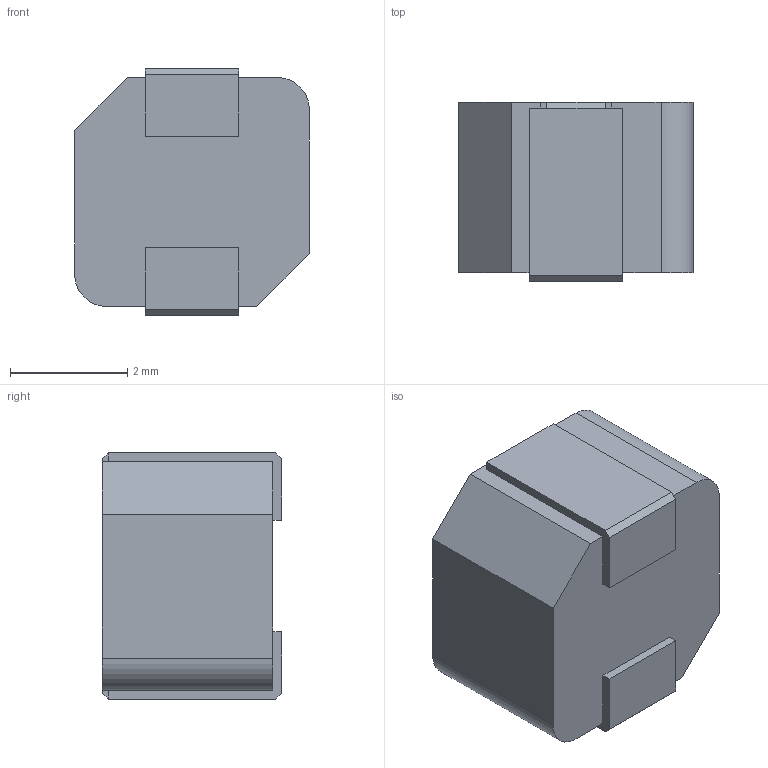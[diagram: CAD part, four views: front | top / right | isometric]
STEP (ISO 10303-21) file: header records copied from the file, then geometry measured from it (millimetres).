
FILE_DESCRIPTION (( 'STEP AP203' ), '1' );
FILE_NAME ('CAD_SPM4030.STEP', '2018-10-10T01:03:20', ( '' ), ( '' ), 'SwSTEP 2.0', 'SolidWorks 2018', '' );
FILE_SCHEMA (( 'CONFIG_CONTROL_DESIGN' ));
Length unit declared in the file: millimetre
Products named in the file (1): CAD_SPM4030
Bounding box: 4 x 3.05 x 4.2 mm (x, y, z)
Volume: 43.6 mm3; surface area: 83.1 mm2
Topology: 1 solids, 1 shells, 50 faces, 136 edges, 88 vertices
Faces by surface type: plane 48, cylinder 2
Entity records: 1617 total; most frequent: CARTESIAN_POINT 275, ORIENTED_EDGE 272, DIRECTION 242, EDGE_CURVE 136, VECTOR 132, LINE 132, VERTEX_POINT 88, AXIS2_PLACEMENT_3D 55
